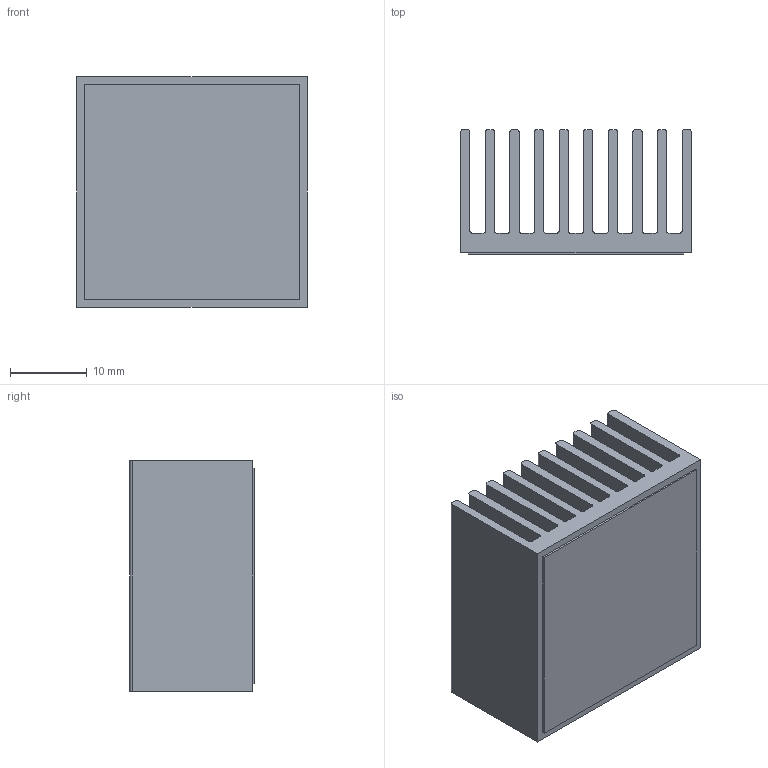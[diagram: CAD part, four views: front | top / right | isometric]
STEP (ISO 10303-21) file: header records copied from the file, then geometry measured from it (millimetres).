
FILE_DESCRIPTION((''),'2;1');
FILE_NAME('ASM0001_ASM','2025-12-15T14:41:50',('ITadmin'),(''),'CREO PARAMETRIC BY PTC INC, 2018050','CREO PARAMETRIC BY PTC INC, 2018050','');
FILE_SCHEMA(('CONFIG_CONTROL_DESIGN'));
Products named in the file (3): 40905110163030; PAD; ASM0001_ASM
Assembly tree (2 placements, depth 2):
  ASM0001_ASM
    40905110163030
    PAD
Bounding box: 30 x 16.2 x 30 mm (x, y, z)
Volume: 7265.6 mm3; surface area: 11967.5 mm2
Topology: 2 solids, 2 shells, 86 faces, 246 edges, 164 vertices
Faces by surface type: plane 48, cylinder 38
Entity records: 2916 total; most frequent: DIRECTION 504, CARTESIAN_POINT 501, ORIENTED_EDGE 492, EDGE_CURVE 246, VECTOR 170, LINE 170, AXIS2_PLACEMENT_3D 167, VERTEX_POINT 164
